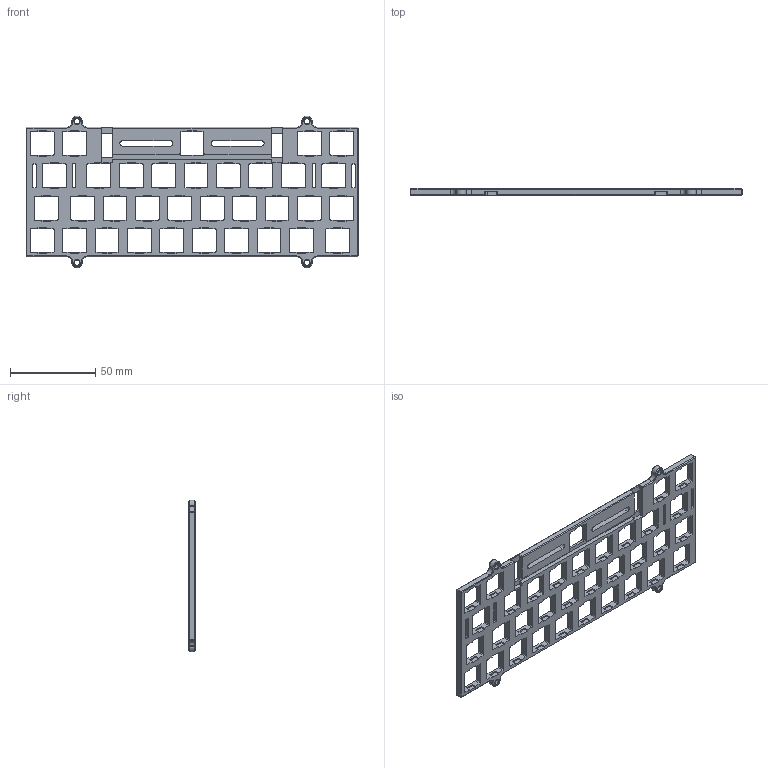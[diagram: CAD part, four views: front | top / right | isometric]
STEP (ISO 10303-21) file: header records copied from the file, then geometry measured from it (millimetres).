
FILE_DESCRIPTION(/* description */ (''),/* implementation_level */ '2;1');
FILE_NAME(/* name */ 'Plate.step',/* time_stamp */ '2021-08-06T15:21:34+02:00',/* author */ (''),/* organization */ (''),/* preprocessor_version */ 'ST-DEVELOPER v18.1',/* originating_system */ 'Autodesk Translation Framework v10.9.0.1377',/* authorisation */ '');
FILE_SCHEMA (('AUTOMOTIVE_DESIGN { 1 0 10303 214 3 1 1 }'));
Length unit declared in the file: millimetre
Products named in the file (1): Plate
Bounding box: 195.26 x 4 x 89.2 mm (x, y, z)
Volume: 29725.2 mm3; surface area: 27285.2 mm2
Topology: 1 solids, 1 shells, 733 faces, 2129 edges, 1386 vertices
Faces by surface type: plane 494, cylinder 199, cone 40
Full cylindrical faces by diameter (mm): 3.1 x4
Entity records: 24130 total; most frequent: ORIENTED_EDGE 4242, CARTESIAN_POINT 4241, DIRECTION 4019, EDGE_CURVE 2121, LINE 1691, VECTOR 1691, VERTEX_POINT 1386, AXIS2_PLACEMENT_3D 1164
